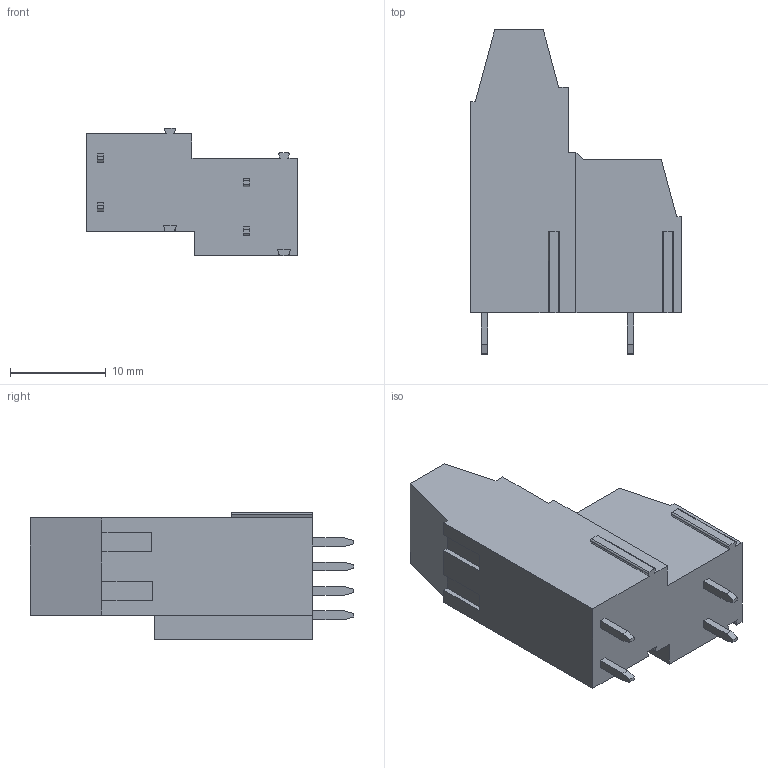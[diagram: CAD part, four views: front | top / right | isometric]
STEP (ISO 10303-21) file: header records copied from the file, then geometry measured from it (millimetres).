
FILE_DESCRIPTION(('STEP AP214'),'1');
FILE_NAME('MVD252-5,08-V.stp','2016-07-19T12:26:04',(' '),(' '),'Spatial InterOp 3D',' ',' ');
FILE_SCHEMA(('automotive_design'));
Length unit declared in the file: metre
Products named in the file (1): 1
Bounding box: 22 x 33.8 x 13.27 mm (x, y, z)
Volume: 4166.4 mm3; surface area: 3273.8 mm2
Topology: 1 solids, 5 shells, 280 faces, 748 edges, 490 vertices
Faces by surface type: plane 236, cylinder 44
Full cylindrical faces by diameter (mm): 2.6 x4, 2.85 x4, 3.8 x4, 4 x4
Entity records: 10701 total; most frequent: CARTESIAN_POINT 1479, ORIENTED_EDGE 1440, DIRECTION 1382, EDGE_CURVE 720, LINE 620, VECTOR 620, VERTEX_POINT 478, AXIS2_PLACEMENT_3D 381
